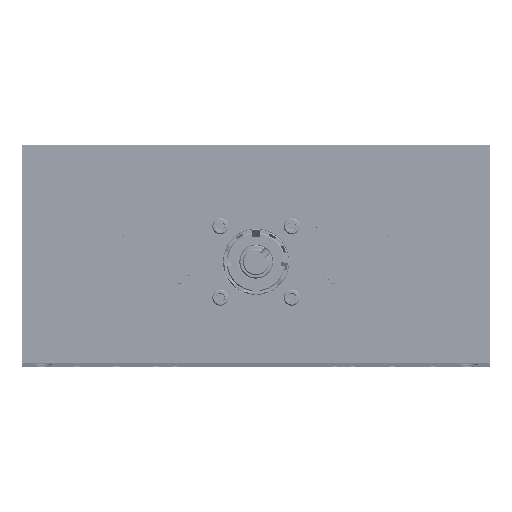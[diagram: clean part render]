
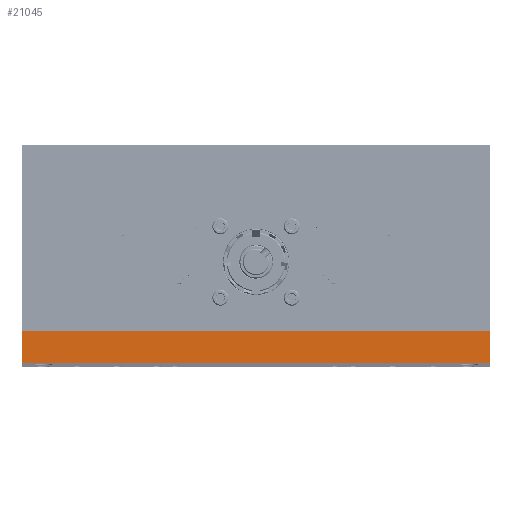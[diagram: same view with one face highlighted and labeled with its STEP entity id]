
A CAD part, top view. The second image highlights one B-rep face of the part: STEP entity #21045.
In plain terms, the highlighted planar face has unit normal (0, 0, 1).
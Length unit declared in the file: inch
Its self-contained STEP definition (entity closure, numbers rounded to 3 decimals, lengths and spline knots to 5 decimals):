
#3653 = EDGE_CURVE ( 'NONE', #226895, #195272, #78058, .T. ) ;
#7120 = CARTESIAN_POINT ( 'NONE',  ( -5.5, -0.01, 1.5 ) ) ;
#10653 = CARTESIAN_POINT ( 'NONE',  ( -5.5, 0., 1.5 ) ) ;
#13119 = VECTOR ( 'NONE', #169308, 39.37008 ) ;
#15732 = VERTEX_POINT ( 'NONE', #218564 ) ;
#15952 = CARTESIAN_POINT ( 'NONE',  ( 0., 0., 1.5 ) ) ;
#20129 = CARTESIAN_POINT ( 'NONE',  ( 3.12, -3.12, 1.5 ) ) ;
#21045 = ADVANCED_FACE ( 'NONE', ( #44932 ), #115849, .T. ) ;
#21060 = ORIENTED_EDGE ( 'NONE', *, *, #96074, .F. ) ;
#23985 = VECTOR ( 'NONE', #65452, 39.37008 ) ;
#24657 = CARTESIAN_POINT ( 'NONE',  ( -5.5, -0.75, 1.5 ) ) ;
#25024 = DIRECTION ( 'NONE',  ( 0., -1., 0. ) ) ;
#25857 = VERTEX_POINT ( 'NONE', #157192 ) ;
#28252 = LINE ( 'NONE', #153636, #23985 ) ;
#28403 = ORIENTED_EDGE ( 'NONE', *, *, #98224, .T. ) ;
#29904 = AXIS2_PLACEMENT_3D ( 'NONE', #15952, #122765, #177218 ) ;
#39834 = DIRECTION ( 'NONE',  ( 1., 0., 0. ) ) ;
#40055 = ORIENTED_EDGE ( 'NONE', *, *, #70370, .T. ) ;
#42589 = ORIENTED_EDGE ( 'NONE', *, *, #68552, .F. ) ;
#44932 = FACE_OUTER_BOUND ( 'NONE', #106555, .T. ) ;
#50441 = CARTESIAN_POINT ( 'NONE',  ( -5.49, 0., 1.5 ) ) ;
#52763 = ORIENTED_EDGE ( 'NONE', *, *, #154054, .T. ) ;
#57568 = LINE ( 'NONE', #113310, #120845 ) ;
#61197 = ORIENTED_EDGE ( 'NONE', *, *, #183304, .T. ) ;
#65452 = DIRECTION ( 'NONE',  ( -0.707, -0.707, 0. ) ) ;
#67308 = DIRECTION ( 'NONE',  ( -0.707, 0.707, 0. ) ) ;
#68552 = EDGE_CURVE ( 'NONE', #25857, #215989, #89803, .T. ) ;
#70370 = EDGE_CURVE ( 'NONE', #79576, #195272, #28252, .T. ) ;
#76963 = DIRECTION ( 'NONE',  ( 0., 1., 0. ) ) ;
#78058 = LINE ( 'NONE', #10653, #208964 ) ;
#79576 = VERTEX_POINT ( 'NONE', #50441 ) ;
#88860 = VECTOR ( 'NONE', #67308, 39.37008 ) ;
#89803 = LINE ( 'NONE', #24657, #201078 ) ;
#90986 = CARTESIAN_POINT ( 'NONE',  ( -5.5, 0., 1.5 ) ) ;
#93267 = LINE ( 'NONE', #20129, #149624 ) ;
#96074 = EDGE_CURVE ( 'NONE', #79576, #122987, #143223, .T. ) ;
#98224 = EDGE_CURVE ( 'NONE', #226895, #215989, #204206, .T. ) ;
#100966 = LINE ( 'NONE', #154366, #88860 ) ;
#106140 = DIRECTION ( 'NONE',  ( 0.707, 0.707, 0. ) ) ;
#106555 = EDGE_LOOP ( 'NONE', ( #132738, #28403, #42589, #61197, #185770, #52763, #21060, #40055 ) ) ;
#107995 = CARTESIAN_POINT ( 'NONE',  ( 5.49, 0., 1.5 ) ) ;
#113310 = CARTESIAN_POINT ( 'NONE',  ( 5.5, 0., 1.5 ) ) ;
#115849 = PLANE ( 'NONE',  #29904 ) ;
#120845 = VECTOR ( 'NONE', #25024, 39.37008 ) ;
#122765 = DIRECTION ( 'NONE',  ( 0., 0., 1. ) ) ;
#122987 = VERTEX_POINT ( 'NONE', #107995 ) ;
#132738 = ORIENTED_EDGE ( 'NONE', *, *, #3653, .F. ) ;
#143223 = LINE ( 'NONE', #90986, #219907 ) ;
#149624 = VECTOR ( 'NONE', #106140, 39.37008 ) ;
#153636 = CARTESIAN_POINT ( 'NONE',  ( -2.745, 2.745, 1.5 ) ) ;
#154054 = EDGE_CURVE ( 'NONE', #214055, #122987, #100966, .T. ) ;
#154366 = CARTESIAN_POINT ( 'NONE',  ( 2.745, 2.745, 1.5 ) ) ;
#157192 = CARTESIAN_POINT ( 'NONE',  ( 5.49, -0.75, 1.5 ) ) ;
#162695 = CARTESIAN_POINT ( 'NONE',  ( -5.49, -0.75, 1.5 ) ) ;
#169308 = DIRECTION ( 'NONE',  ( 0.707, -0.707, 0. ) ) ;
#177218 = DIRECTION ( 'NONE',  ( 1., 0., 0. ) ) ;
#183304 = EDGE_CURVE ( 'NONE', #25857, #15732, #93267, .T. ) ;
#185770 = ORIENTED_EDGE ( 'NONE', *, *, #226194, .F. ) ;
#188177 = CARTESIAN_POINT ( 'NONE',  ( -5.5, -0.74, 1.5 ) ) ;
#189063 = CARTESIAN_POINT ( 'NONE',  ( -3.12, -3.12, 1.5 ) ) ;
#195272 = VERTEX_POINT ( 'NONE', #7120 ) ;
#201078 = VECTOR ( 'NONE', #202343, 39.37008 ) ;
#202343 = DIRECTION ( 'NONE',  ( -1., 0., 0. ) ) ;
#204206 = LINE ( 'NONE', #189063, #13119 ) ;
#208964 = VECTOR ( 'NONE', #76963, 39.37008 ) ;
#214055 = VERTEX_POINT ( 'NONE', #223854 ) ;
#215989 = VERTEX_POINT ( 'NONE', #162695 ) ;
#218564 = CARTESIAN_POINT ( 'NONE',  ( 5.5, -0.74, 1.5 ) ) ;
#219907 = VECTOR ( 'NONE', #39834, 39.37008 ) ;
#223854 = CARTESIAN_POINT ( 'NONE',  ( 5.5, -0.01, 1.5 ) ) ;
#226194 = EDGE_CURVE ( 'NONE', #214055, #15732, #57568, .T. ) ;
#226895 = VERTEX_POINT ( 'NONE', #188177 ) ;
